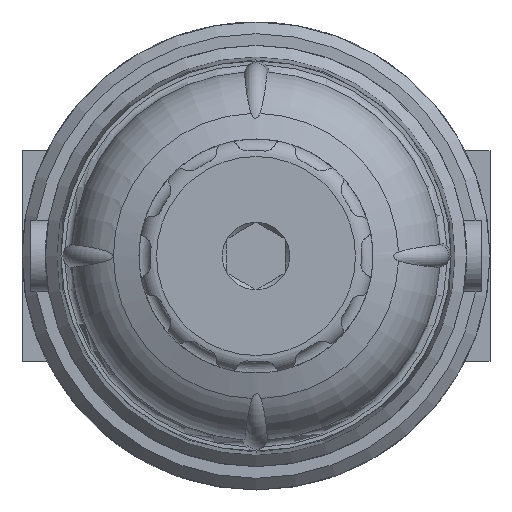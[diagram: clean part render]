
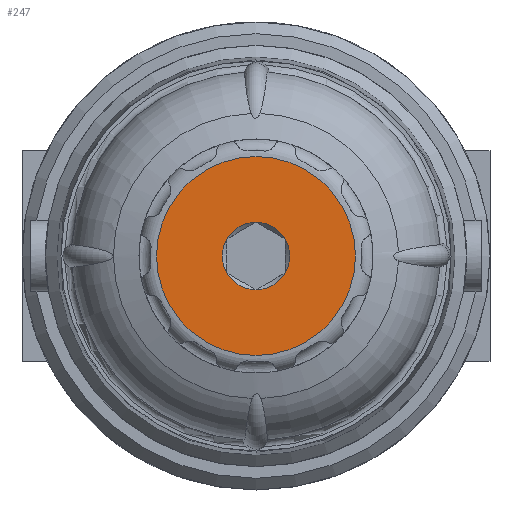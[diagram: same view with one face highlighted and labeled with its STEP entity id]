
A CAD part, front view. The second image highlights one B-rep face of the part: STEP entity #247.
In plain terms, the highlighted planar face has unit normal (0, -1, 0).
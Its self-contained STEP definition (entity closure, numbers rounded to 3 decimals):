
#247 = ADVANCED_FACE( '', ( #545, #546 ), #547, .F. );
#545 = FACE_BOUND( '', #986, .T. );
#546 = FACE_OUTER_BOUND( '', #987, .T. );
#547 = PLANE( '', #988 );
#986 = EDGE_LOOP( '', ( #1871, #1872, #1873, #1874, #1875, #1876 ) );
#987 = EDGE_LOOP( '', ( #1877 ) );
#988 = AXIS2_PLACEMENT_3D( '', #1878, #1879, #1880 );
#1871 = ORIENTED_EDGE( '', *, *, #3200, .F. );
#1872 = ORIENTED_EDGE( '', *, *, #3201, .F. );
#1873 = ORIENTED_EDGE( '', *, *, #3128, .F. );
#1874 = ORIENTED_EDGE( '', *, *, #3202, .F. );
#1875 = ORIENTED_EDGE( '', *, *, #3203, .F. );
#1876 = ORIENTED_EDGE( '', *, *, #3204, .F. );
#1877 = ORIENTED_EDGE( '', *, *, #3205, .T. );
#1878 = CARTESIAN_POINT( '', ( 8.5, -79., 0. ) );
#1879 = DIRECTION( '', ( 0., 1., 0. ) );
#1880 = DIRECTION( '', ( 0., 0., 1. ) );
#3128 = EDGE_CURVE( '', #3699, #3695, #3795, .T. );
#3200 = EDGE_CURVE( '', #3836, #3849, #3915, .T. );
#3201 = EDGE_CURVE( '', #3695, #3836, #3916, .T. );
#3202 = EDGE_CURVE( '', #3865, #3699, #3917, .T. );
#3203 = EDGE_CURVE( '', #3860, #3865, #3918, .T. );
#3204 = EDGE_CURVE( '', #3849, #3860, #3919, .T. );
#3205 = EDGE_CURVE( '', #3920, #3920, #3921, .T. );
#3695 = VERTEX_POINT( '', #4724 );
#3699 = VERTEX_POINT( '', #4730 );
#3795 = CIRCLE( '', #5011, 2.887 );
#3836 = VERTEX_POINT( '', #5201 );
#3849 = VERTEX_POINT( '', #5241 );
#3860 = VERTEX_POINT( '', #5281 );
#3865 = VERTEX_POINT( '', #5299 );
#3915 = CIRCLE( '', #5408, 2.887 );
#3916 = CIRCLE( '', #5409, 2.887 );
#3917 = CIRCLE( '', #5410, 2.887 );
#3918 = CIRCLE( '', #5411, 2.887 );
#3919 = CIRCLE( '', #5412, 2.887 );
#3920 = VERTEX_POINT( '', #5413 );
#3921 = CIRCLE( '', #5414, 8.5 );
#4724 = CARTESIAN_POINT( '', ( 0., -79., -2.887 ) );
#4730 = CARTESIAN_POINT( '', ( -2.5, -79., -1.443 ) );
#5011 = AXIS2_PLACEMENT_3D( '', #6981, #6982, #6983 );
#5201 = CARTESIAN_POINT( '', ( 2.5, -79., -1.443 ) );
#5241 = CARTESIAN_POINT( '', ( 2.5, -79., 1.443 ) );
#5281 = CARTESIAN_POINT( '', ( 0., -79., 2.887 ) );
#5299 = CARTESIAN_POINT( '', ( -2.5, -79., 1.443 ) );
#5408 = AXIS2_PLACEMENT_3D( '', #7071, #7072, #7073 );
#5409 = AXIS2_PLACEMENT_3D( '', #7074, #7075, #7076 );
#5410 = AXIS2_PLACEMENT_3D( '', #7077, #7078, #7079 );
#5411 = AXIS2_PLACEMENT_3D( '', #7080, #7081, #7082 );
#5412 = AXIS2_PLACEMENT_3D( '', #7083, #7084, #7085 );
#5413 = CARTESIAN_POINT( '', ( 0., -79., -8.5 ) );
#5414 = AXIS2_PLACEMENT_3D( '', #7086, #7087, #7088 );
#6981 = CARTESIAN_POINT( '', ( 0., -79., 0. ) );
#6982 = DIRECTION( '', ( 0., -1., 0. ) );
#6983 = DIRECTION( '', ( 0., 0., -1. ) );
#7071 = CARTESIAN_POINT( '', ( 0., -79., 0. ) );
#7072 = DIRECTION( '', ( 0., -1., 0. ) );
#7073 = DIRECTION( '', ( 0., 0., -1. ) );
#7074 = CARTESIAN_POINT( '', ( 0., -79., 0. ) );
#7075 = DIRECTION( '', ( 0., -1., 0. ) );
#7076 = DIRECTION( '', ( 0., 0., -1. ) );
#7077 = CARTESIAN_POINT( '', ( 0., -79., 0. ) );
#7078 = DIRECTION( '', ( 0., -1., 0. ) );
#7079 = DIRECTION( '', ( 0., 0., -1. ) );
#7080 = CARTESIAN_POINT( '', ( 0., -79., 0. ) );
#7081 = DIRECTION( '', ( 0., -1., 0. ) );
#7082 = DIRECTION( '', ( 0., 0., -1. ) );
#7083 = CARTESIAN_POINT( '', ( 0., -79., 0. ) );
#7084 = DIRECTION( '', ( 0., -1., 0. ) );
#7085 = DIRECTION( '', ( 0., 0., -1. ) );
#7086 = CARTESIAN_POINT( '', ( 0., -79., 0. ) );
#7087 = DIRECTION( '', ( 0., -1., 0. ) );
#7088 = DIRECTION( '', ( 0., 0., -1. ) );
